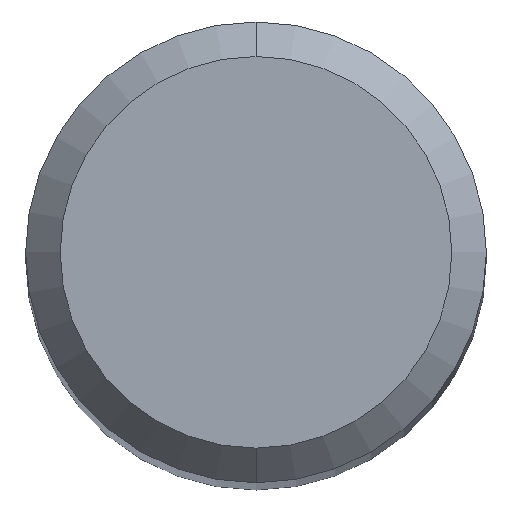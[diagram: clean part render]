
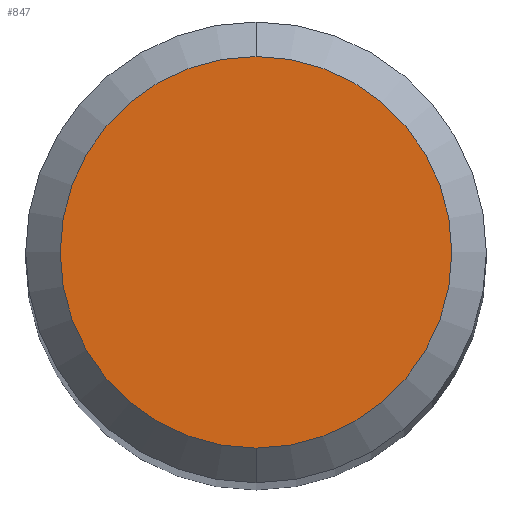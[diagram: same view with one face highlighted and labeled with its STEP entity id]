
A CAD part, top view. The second image highlights one B-rep face of the part: STEP entity #847.
In plain terms, the highlighted planar face has unit normal (0, 0, 1).
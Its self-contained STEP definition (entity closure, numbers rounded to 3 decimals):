
#469=VERTEX_POINT('',#1163);
#647=EDGE_CURVE('',#929,#469,#1358,.T.);
#847=ADVANCED_FACE('',(#1575),#1576,.T.);
#877=EDGE_CURVE('',#469,#929,#1606,.T.);
#929=VERTEX_POINT('',#1662);
#1163=CARTESIAN_POINT('',(0.,-1.7,0.0));
#1358=CIRCLE('',#3234,1.7);
#1575=FACE_OUTER_BOUND('',#4363,.T.);
#1576=PLANE('',#4364);
#1606=CIRCLE('',#4477,1.7);
#1662=CARTESIAN_POINT('',(0.0,1.7,0.0));
#3234=AXIS2_PLACEMENT_3D('',#5668,#5669,#5670);
#4363=EDGE_LOOP('',(#5862,#5863));
#4364=AXIS2_PLACEMENT_3D('',#5864,#5865,#5866);
#4477=AXIS2_PLACEMENT_3D('',#5872,#5873,#5874);
#5668=CARTESIAN_POINT('',(0.0,0.0,0.0));
#5669=DIRECTION('',(0.0,0.0,-1.0));
#5670=DIRECTION('',(0.0,1.0,0.0));
#5862=ORIENTED_EDGE('',*,*,#647,.F.);
#5863=ORIENTED_EDGE('',*,*,#877,.F.);
#5864=CARTESIAN_POINT('',(0.0,0.85,0.0));
#5865=DIRECTION('',(-0.0,0.0,1.0));
#5866=DIRECTION('',(0.0,-1.0,0.0));
#5872=CARTESIAN_POINT('',(0.0,0.0,0.0));
#5873=DIRECTION('',(0.0,0.0,-1.0));
#5874=DIRECTION('',(0.0,1.0,0.0));
